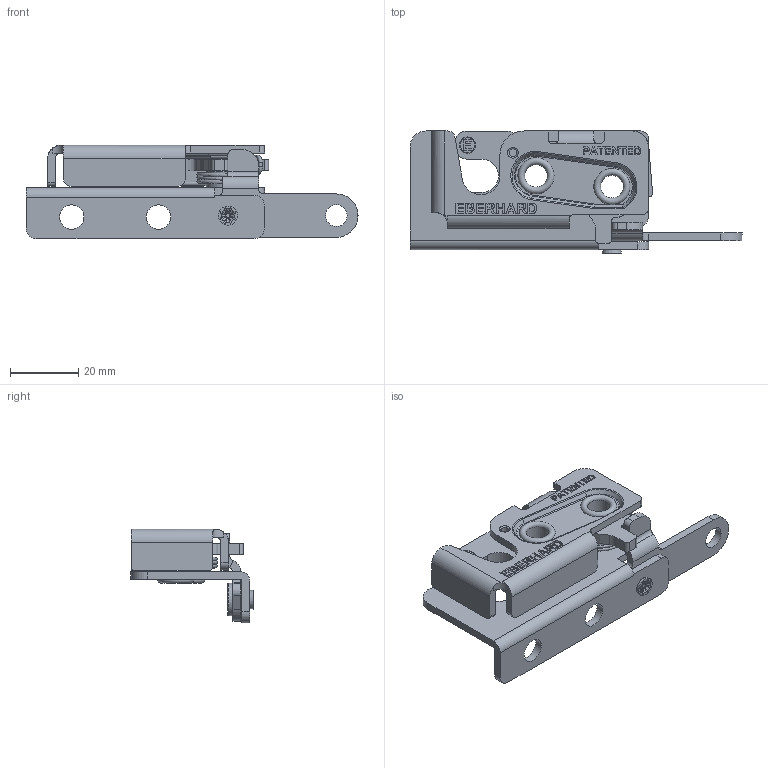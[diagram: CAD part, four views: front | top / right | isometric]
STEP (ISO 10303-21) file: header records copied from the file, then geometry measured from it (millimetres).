
FILE_DESCRIPTION(/* description */ ('DOUBLE STAGE MINI-ROTARY LOCK ASSEMBLY'),/* implementation_level */ '2;1');
FILE_NAME(/* name */ '87-230-R.stp',/* time_stamp */ '2023-11-21T11:34:09-05:00',/* author */ ('dtinay'),/* organization */ ('Eberhard Manufacturing Company'),/* preprocessor_version */ 'ST-DEVELOPER v20',/* originating_system */ 'Autodesk Inventor 2024',/* authorisation */ '');
FILE_SCHEMA (('AUTOMOTIVE_DESIGN { 1 0 10303 214 3 1 1 }'));
Length unit declared in the file: inch
Products named in the file (9): 87-230-R/L; 87-230-2R/L; 7901-7; 7901-10R; 2-7901-4; 1-240-5; 240-SS9; 87-230-6R; 240-14
Assembly tree (9 placements, depth 2):
  87-230-R/L
    87-230-2R/L
    7901-7  x2
    7901-10R
    2-7901-4
    1-240-5
    240-SS9
    87-230-6R
    240-14
Bounding box: 97.22 x 35.74 x 27.35 mm (x, y, z)
Volume: 17017.2 mm3; surface area: 19134.9 mm2
Topology: 10 solids, 10 shells, 611 faces, 1621 edges, 1073 vertices
Faces by surface type: plane 356, cylinder 126, bspline 83, torus 37, cone 9
Full cylindrical faces by diameter (mm): 1.016 x4, 2.337 x1, 3.175 x1, 4.318 x2, 4.826 x3, 5.207 x1, 6.096 x1, 6.35 x1, 6.528 x1, 6.629 x2, 7.137 x2, 8.42 x4, 8.585 x2, 9.525 x1, 11.112 x2, 11.367 x2, 12.7 x2
Entity records: 21494 total; most frequent: CARTESIAN_POINT 6634, ORIENTED_EDGE 3140, DIRECTION 2767, EDGE_CURVE 1570, LINE 1047, VECTOR 1047, VERTEX_POINT 1040, AXIS2_PLACEMENT_3D 860
